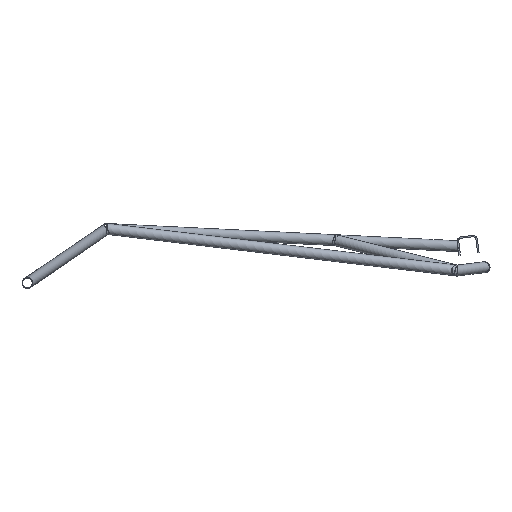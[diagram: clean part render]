
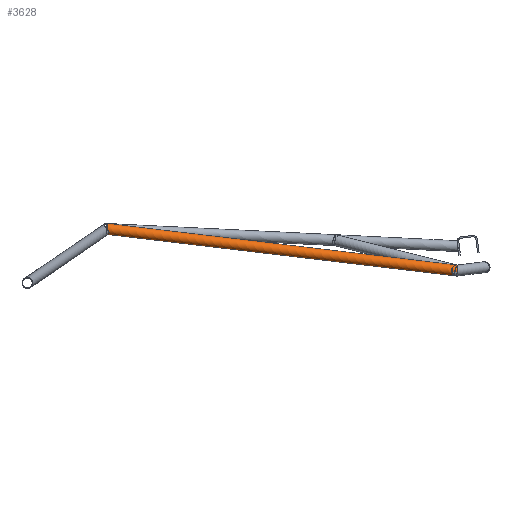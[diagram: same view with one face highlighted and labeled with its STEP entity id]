
A CAD part, front view. The second image highlights one B-rep face of the part: STEP entity #3628.
In plain terms, the highlighted cylindrical face has radius 15 mm (diameter 30 mm), a partial arc.
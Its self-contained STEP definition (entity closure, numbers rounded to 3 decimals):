
#3572=CARTESIAN_POINT('Line Origine',(-2056.053,-177.596,1057.356)) ;
#3576=CARTESIAN_POINT('Vertex',(-2541.763,-210.096,1115.104)) ;
#3578=CARTESIAN_POINT('Vertex',(-1570.343,-145.096,999.608)) ;
#3585=CARTESIAN_POINT('Vertex',(-2538.237,-209.86,1144.896)) ;
#3588=CARTESIAN_POINT('Line Origine',(-2052.527,-177.36,1087.147)) ;
#3592=CARTESIAN_POINT('Vertex',(-1566.817,-144.86,1029.399)) ;
#3607=CARTESIAN_POINT('Axis2P3D Location',(-2054.29,-177.478,1072.252)) ;
#3612=CARTESIAN_POINT('Axis2P3D Location',(-2540.,-209.978,1130.)) ;
#3617=CARTESIAN_POINT('Axis2P3D Location',(-1568.58,-144.978,1014.503)) ;
#3573=DIRECTION('Vector Direction',(0.991,0.066,-0.118)) ;
#3589=DIRECTION('Vector Direction',(0.991,0.066,-0.118)) ;
#3608=DIRECTION('Axis2P3D Direction',(0.991,0.066,-0.118)) ;
#3609=DIRECTION('Axis2P3D XDirection',(0.118,0.008,0.993)) ;
#3613=DIRECTION('Axis2P3D Direction',(0.991,0.066,-0.118)) ;
#3618=DIRECTION('Axis2P3D Direction',(0.991,0.066,-0.118)) ;
#3610=AXIS2_PLACEMENT_3D('Cylinder Axis2P3D',#3607,#3608,#3609) ;
#3614=AXIS2_PLACEMENT_3D('Circle Axis2P3D',#3612,#3613,$) ;
#3619=AXIS2_PLACEMENT_3D('Circle Axis2P3D',#3617,#3618,$) ;
#3623=ORIENTED_EDGE('',*,*,#3594,.F.) ;
#3624=ORIENTED_EDGE('',*,*,#3616,.T.) ;
#3625=ORIENTED_EDGE('',*,*,#3580,.T.) ;
#3626=ORIENTED_EDGE('',*,*,#3621,.F.) ;
#3574=VECTOR('Line Direction',#3573,1.) ;
#3590=VECTOR('Line Direction',#3589,1.) ;
#3628=ADVANCED_FACE('Corps principal',(#3627),#3611,.T.) ;
#3615=CIRCLE('generated circle',#3614,15.) ;
#3620=CIRCLE('generated circle',#3619,15.) ;
#3611=CYLINDRICAL_SURFACE('generated cylinder',#3610,15.) ;
#3580=EDGE_CURVE('',#3577,#3579,#3575,.T.) ;
#3594=EDGE_CURVE('',#3586,#3593,#3591,.T.) ;
#3616=EDGE_CURVE('',#3586,#3577,#3615,.T.) ;
#3621=EDGE_CURVE('',#3593,#3579,#3620,.T.) ;
#3622=EDGE_LOOP('',(#3623,#3624,#3625,#3626)) ;
#3627=FACE_OUTER_BOUND('',#3622,.T.) ;
#3575=LINE('Line',#3572,#3574) ;
#3591=LINE('Line',#3588,#3590) ;
#3577=VERTEX_POINT('',#3576) ;
#3579=VERTEX_POINT('',#3578) ;
#3586=VERTEX_POINT('',#3585) ;
#3593=VERTEX_POINT('',#3592) ;
